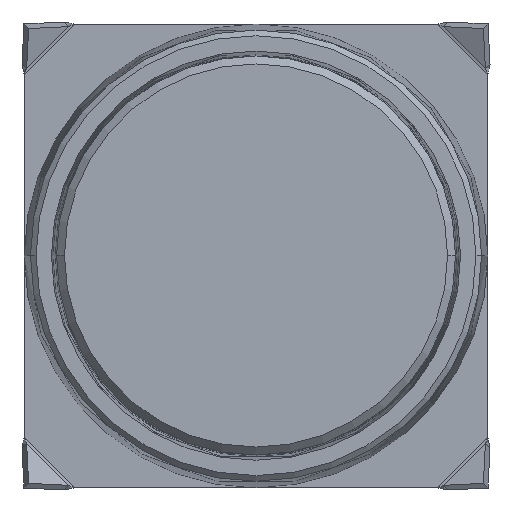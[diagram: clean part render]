
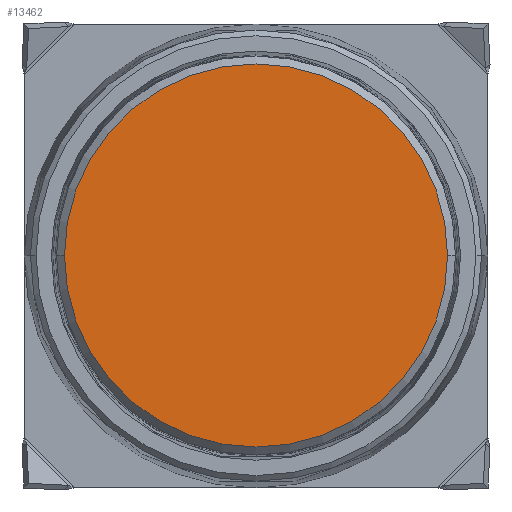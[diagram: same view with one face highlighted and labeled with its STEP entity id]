
A CAD part, top view. The second image highlights one B-rep face of the part: STEP entity #13462.
In plain terms, the highlighted planar face has unit normal (0, 0, 1).
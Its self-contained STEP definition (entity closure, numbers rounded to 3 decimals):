
#636 = EDGE_CURVE ( 'NONE', #3602, #1360, #2324, .T. ) ;
#1069 = DIRECTION ( 'NONE',  ( -1., 0., 0. ) ) ;
#1360 = VERTEX_POINT ( 'NONE', #8410 ) ;
#2324 = CIRCLE ( 'NONE', #10406, 7.396 ) ;
#2976 = CARTESIAN_POINT ( 'NONE',  ( -7.485, -7.485, 0. ) ) ;
#2981 = DIRECTION ( 'NONE',  ( 0., 0., 1. ) ) ;
#3602 = VERTEX_POINT ( 'NONE', #11296 ) ;
#4003 = CIRCLE ( 'NONE', #12079, 7.396 ) ;
#4108 = ORIENTED_EDGE ( 'NONE', *, *, #636, .T. ) ;
#6360 = EDGE_LOOP ( 'NONE', ( #4108, #12727 ) ) ;
#6561 = CARTESIAN_POINT ( 'NONE',  ( 0., 0., 0. ) ) ;
#7382 = DIRECTION ( 'NONE',  ( 0., 0., 1. ) ) ;
#7385 = DIRECTION ( 'NONE',  ( -1., 0., 0. ) ) ;
#8410 = CARTESIAN_POINT ( 'NONE',  ( 7.396, 0., 0. ) ) ;
#8475 = FACE_OUTER_BOUND ( 'NONE', #6360, .T. ) ;
#8907 = AXIS2_PLACEMENT_3D ( 'NONE', #2976, #7382, #11801 ) ;
#9974 = EDGE_CURVE ( 'NONE', #1360, #3602, #4003, .T. ) ;
#10406 = AXIS2_PLACEMENT_3D ( 'NONE', #12887, #2981, #7385 ) ;
#10973 = DIRECTION ( 'NONE',  ( 0., 0., 1. ) ) ;
#11296 = CARTESIAN_POINT ( 'NONE',  ( -7.396, 0., 0. ) ) ;
#11801 = DIRECTION ( 'NONE',  ( 1., 0., 0. ) ) ;
#12079 = AXIS2_PLACEMENT_3D ( 'NONE', #6561, #10973, #1069 ) ;
#12727 = ORIENTED_EDGE ( 'NONE', *, *, #9974, .T. ) ;
#12885 = PLANE ( 'NONE',  #8907 ) ;
#12887 = CARTESIAN_POINT ( 'NONE',  ( 0., 0., 0. ) ) ;
#13462 = ADVANCED_FACE ( 'NONE', ( #8475 ), #12885, .T. ) ;
